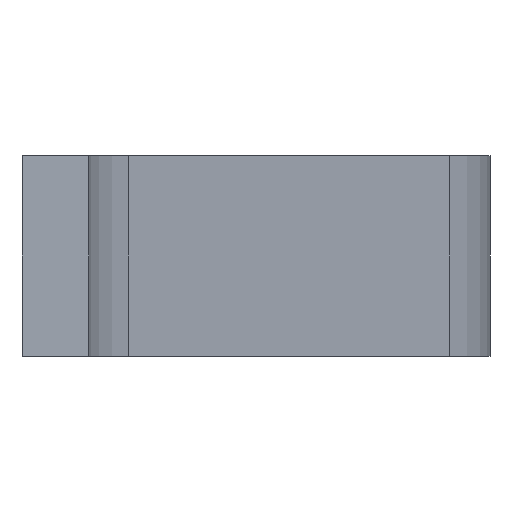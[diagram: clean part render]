
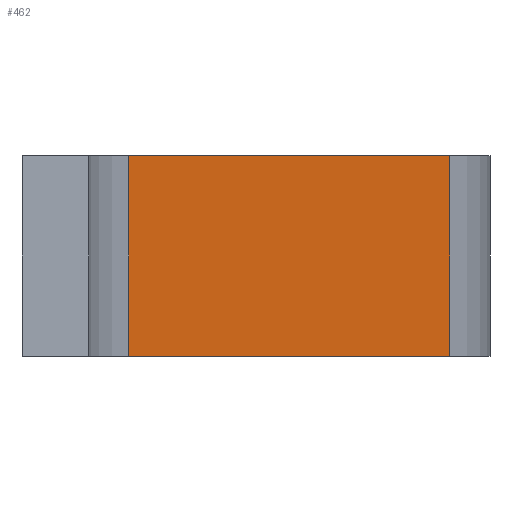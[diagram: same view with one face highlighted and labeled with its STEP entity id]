
A CAD part, front view. The second image highlights one B-rep face of the part: STEP entity #462.
In plain terms, the highlighted planar face has unit normal (0.8, -0.6, 0).
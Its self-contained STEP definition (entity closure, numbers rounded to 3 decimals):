
#64 = VECTOR ( 'NONE', #767, 1000. ) ;
#68 = LINE ( 'NONE', #90, #209 ) ;
#90 = CARTESIAN_POINT ( 'NONE',  ( -27., -56., 0. ) ) ;
#94 = LINE ( 'NONE', #887, #172 ) ;
#107 = DIRECTION ( 'NONE',  ( 0.6, 0.8, 0. ) ) ;
#124 = EDGE_CURVE ( 'NONE', #609, #475, #477, .T. ) ;
#172 = VECTOR ( 'NONE', #107, 1000. ) ;
#195 = ORIENTED_EDGE ( 'NONE', *, *, #575, .T. ) ;
#209 = VECTOR ( 'NONE', #708, 1000. ) ;
#229 = VERTEX_POINT ( 'NONE', #497 ) ;
#281 = ORIENTED_EDGE ( 'NONE', *, *, #124, .T. ) ;
#316 = VECTOR ( 'NONE', #967, 1000. ) ;
#334 = AXIS2_PLACEMENT_3D ( 'NONE', #546, #451, #468 ) ;
#394 = CARTESIAN_POINT ( 'NONE',  ( -27., -56., 0. ) ) ;
#451 = DIRECTION ( 'NONE',  ( -0.8, 0.6, 0. ) ) ;
#462 = ADVANCED_FACE ( 'NONE', ( #1003 ), #702, .F. ) ;
#468 = DIRECTION ( 'NONE',  ( -0.6, -0.8, 0. ) ) ;
#475 = VERTEX_POINT ( 'NONE', #861 ) ;
#477 = LINE ( 'NONE', #724, #316 ) ;
#497 = CARTESIAN_POINT ( 'NONE',  ( -27., -56., 15. ) ) ;
#546 = CARTESIAN_POINT ( 'NONE',  ( 0., -20., 15. ) ) ;
#575 = EDGE_CURVE ( 'NONE', #229, #1016, #68, .T. ) ;
#607 = CARTESIAN_POINT ( 'NONE',  ( 0., -20., 15. ) ) ;
#609 = VERTEX_POINT ( 'NONE', #784 ) ;
#660 = ORIENTED_EDGE ( 'NONE', *, *, #969, .F. ) ;
#702 = PLANE ( 'NONE',  #334 ) ;
#708 = DIRECTION ( 'NONE',  ( 0., 0., -1. ) ) ;
#715 = EDGE_CURVE ( 'NONE', #1016, #609, #94, .T. ) ;
#724 = CARTESIAN_POINT ( 'NONE',  ( -3., -24., 15. ) ) ;
#755 = LINE ( 'NONE', #607, #64 ) ;
#767 = DIRECTION ( 'NONE',  ( 0.6, 0.8, 0. ) ) ;
#784 = CARTESIAN_POINT ( 'NONE',  ( -3., -24., 0. ) ) ;
#858 = EDGE_LOOP ( 'NONE', ( #660, #195, #991, #281 ) ) ;
#861 = CARTESIAN_POINT ( 'NONE',  ( -3., -24., 15. ) ) ;
#887 = CARTESIAN_POINT ( 'NONE',  ( 0., -20., 0. ) ) ;
#967 = DIRECTION ( 'NONE',  ( 0., 0., 1. ) ) ;
#969 = EDGE_CURVE ( 'NONE', #229, #475, #755, .T. ) ;
#991 = ORIENTED_EDGE ( 'NONE', *, *, #715, .T. ) ;
#1003 = FACE_OUTER_BOUND ( 'NONE', #858, .T. ) ;
#1016 = VERTEX_POINT ( 'NONE', #394 ) ;
